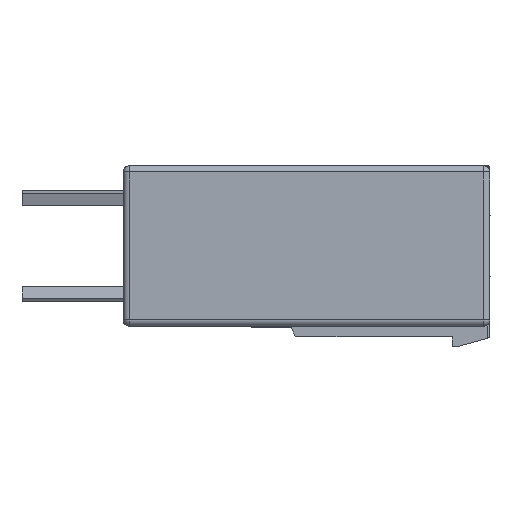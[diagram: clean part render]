
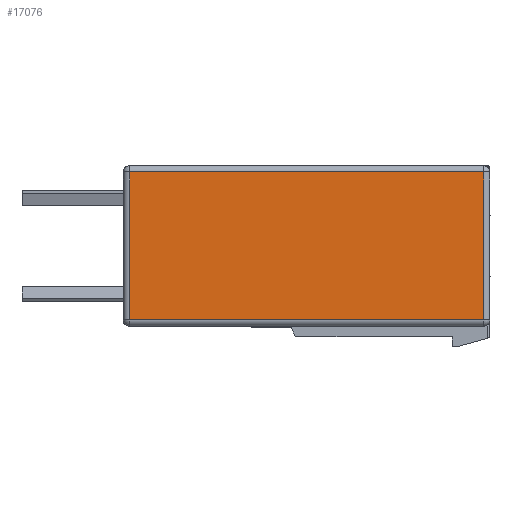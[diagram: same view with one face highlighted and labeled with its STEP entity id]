
A CAD part, front view. The second image highlights one B-rep face of the part: STEP entity #17076.
In plain terms, the highlighted planar face has unit normal (0, -1, 0).
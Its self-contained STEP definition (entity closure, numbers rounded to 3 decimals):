
#1775=DIRECTION('',(0.,0.,1.));
#1776=VECTOR('',#1775,11.7);
#1777=CARTESIAN_POINT('',(-10.65,-7.62,-5.244));
#1778=LINE('',#1777,#1776);
#1779=DIRECTION('',(1.,0.,0.));
#1780=VECTOR('',#1779,28.);
#1781=CARTESIAN_POINT('',(-10.65,-7.62,6.456));
#1782=LINE('',#1781,#1780);
#1783=DIRECTION('',(0.,0.,-1.));
#1784=VECTOR('',#1783,11.7);
#1785=CARTESIAN_POINT('',(17.35,-7.62,6.456));
#1786=LINE('',#1785,#1784);
#1787=DIRECTION('',(1.,0.,0.));
#1788=VECTOR('',#1787,28.);
#1789=CARTESIAN_POINT('',(-10.65,-7.62,-5.244));
#1790=LINE('',#1789,#1788);
#14414=CARTESIAN_POINT('',(-10.65,-7.62,-5.244));
#14415=CARTESIAN_POINT('',(-10.65,-7.62,6.456));
#14416=VERTEX_POINT('',#14414);
#14417=VERTEX_POINT('',#14415);
#14420=CARTESIAN_POINT('',(17.35,-7.62,6.456));
#14421=VERTEX_POINT('',#14420);
#14422=CARTESIAN_POINT('',(17.35,-7.62,-5.244));
#14423=VERTEX_POINT('',#14422);
#17063=CARTESIAN_POINT('',(17.85,-7.62,-5.744));
#17064=DIRECTION('',(0.,1.,0.));
#17065=DIRECTION('',(0.,0.,1.));
#17066=AXIS2_PLACEMENT_3D('',#17063,#17064,#17065);
#17067=PLANE('',#17066);
#17069=ORIENTED_EDGE('',*,*,#17068,.T.);
#17070=ORIENTED_EDGE('',*,*,#17029,.T.);
#17071=ORIENTED_EDGE('',*,*,#17053,.T.);
#17073=ORIENTED_EDGE('',*,*,#17072,.F.);
#17074=EDGE_LOOP('',(#17069,#17070,#17071,#17073));
#17075=FACE_OUTER_BOUND('',#17074,.F.);
#17076=ADVANCED_FACE('',(#17075),#17067,.F.);
#17029=EDGE_CURVE('',#14417,#14421,#1782,.T.);
#17053=EDGE_CURVE('',#14421,#14423,#1786,.T.);
#17068=EDGE_CURVE('',#14416,#14417,#1778,.T.);
#17072=EDGE_CURVE('',#14416,#14423,#1790,.T.);
